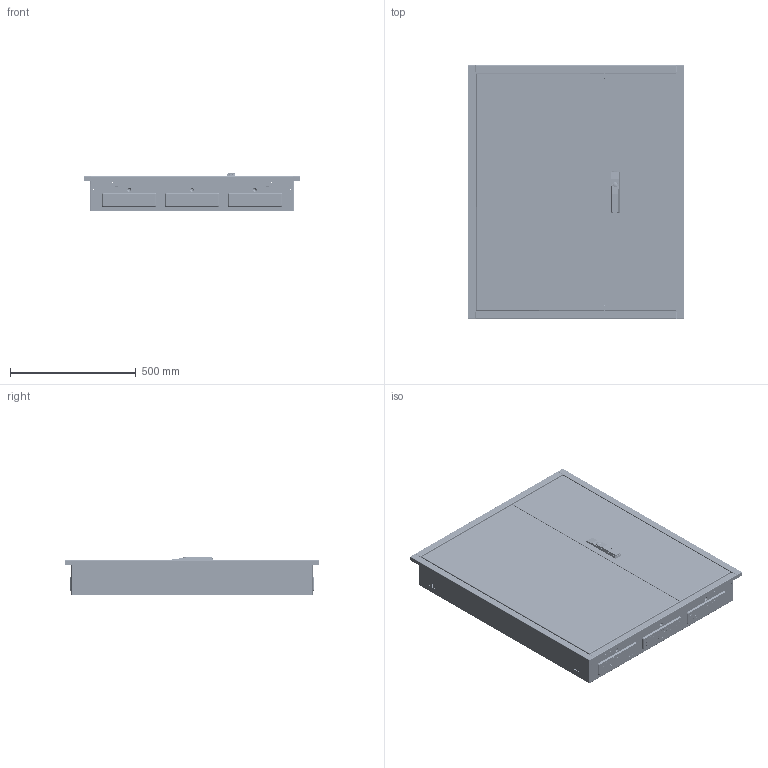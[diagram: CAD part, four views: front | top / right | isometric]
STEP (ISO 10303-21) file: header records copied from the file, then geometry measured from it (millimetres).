
FILE_DESCRIPTION(('STEP AP214'),'1');
FILE_NAME('cctmp_9BE412AE-CFFD-4EB2-B93E-CD52747112FE_2025_06_03_13_29_40_0845..stp','2025-06-03T11:29:48',('SIEMENS A&D'),('CADClick - www.CADClick.com'),'Spatial InterOp 3D',' ','unknown authorization');
FILE_SCHEMA(('AUTOMOTIVE_DESIGN'));
Length unit declared in the file: millimetre
Products named in the file (48): cc_unnamed; 8GK1031-4KK30_46; 8GK1031-4KK30_45; 8GK1031-4KK30_44; 8GK1031-4KK30_43; 8GK1031-4KK30_42; 8GK1031-4KK30_41; 8GK1031-4KK30_40; 8GK1031-4KK30_39; 8GK1031-4KK30_38; 8GK1031-4KK30_37; 8GK1031-4KK30_36; 8GK1031-4KK30_35; 8GK1031-4KK30_34; 8GK1031-4KK30_33; 8GK1031-4KK30_32; 8GK1031-4KK30_31; 8GK1031-4KK30_30; 8GK1031-4KK30_29; 8GK1031-4KK30_28; 8GK1031-4KK30_27; 8GK1031-4KK30_26; 8GK1031-4KK30_25; 8GK1031-4KK30_24; 8GK1031-4KK30_23; 8GK1031-4KK30_22; 8GK1031-4KK30_21; 8GK1031-4KK30_20; 8GK1031-4KK30_19; 8GK1031-4KK30_18; 8GK1031-4KK30_17; 8GK1031-4KK30_16; 8GK1031-4KK30_15; 8GK1031-4KK30_14; 8GK1031-4KK30_13; 8GK1031-4KK30_12; 8GK1031-4KK30_11; 8GK1031-4KK30_10; 8GK1031-4KK30_9; 8GK1031-4KK30_8 ...
Assembly tree (47 placements, depth 2):
  cc_unnamed
    8GK1031-4KK30_46
    8GK1031-4KK30_45
    8GK1031-4KK30_44
    8GK1031-4KK30_43
    8GK1031-4KK30_42
    8GK1031-4KK30_41
    8GK1031-4KK30_40
    8GK1031-4KK30_39
    8GK1031-4KK30_38
    8GK1031-4KK30_37
    8GK1031-4KK30_36
    8GK1031-4KK30_35
    8GK1031-4KK30_34
    8GK1031-4KK30_33
    8GK1031-4KK30_32
    8GK1031-4KK30_31
    8GK1031-4KK30_30
    8GK1031-4KK30_29
    8GK1031-4KK30_28
    8GK1031-4KK30_27
    8GK1031-4KK30_26
    8GK1031-4KK30_25
    8GK1031-4KK30_24
    8GK1031-4KK30_23
    8GK1031-4KK30_22
    8GK1031-4KK30_21
    8GK1031-4KK30_20
    8GK1031-4KK30_19
    8GK1031-4KK30_18
    8GK1031-4KK30_17
    8GK1031-4KK30_16
    8GK1031-4KK30_15
    8GK1031-4KK30_14
    8GK1031-4KK30_13
    8GK1031-4KK30_12
    8GK1031-4KK30_11
    8GK1031-4KK30_10
    8GK1031-4KK30_9
    8GK1031-4KK30_8
    8GK1031-4KK30_7
    8GK1031-4KK30_6
    8GK1031-4KK30_5
    8GK1031-4KK30_4
    8GK1031-4KK30_3
    8GK1031-4KK30_2
    8GK1031-4KK30_1
    8GK1031-4KK30
Bounding box: 858 x 1008 x 152 mm (x, y, z)
Volume: 4263451.2 mm3; surface area: 7770282 mm2
Topology: 47 solids, 47 shells, 6895 faces, 17189 edges, 11226 vertices
Faces by surface type: plane 3514, cylinder 2870, cone 309, torus 202
Entity records: 265144 total; most frequent: DIRECTION 37465, CARTESIAN_POINT 37021, ORIENTED_EDGE 34366, EDGE_CURVE 17183, AXIS2_PLACEMENT_3D 13546, VERTEX_POINT 11226, LINE 10373, VECTOR 10373
